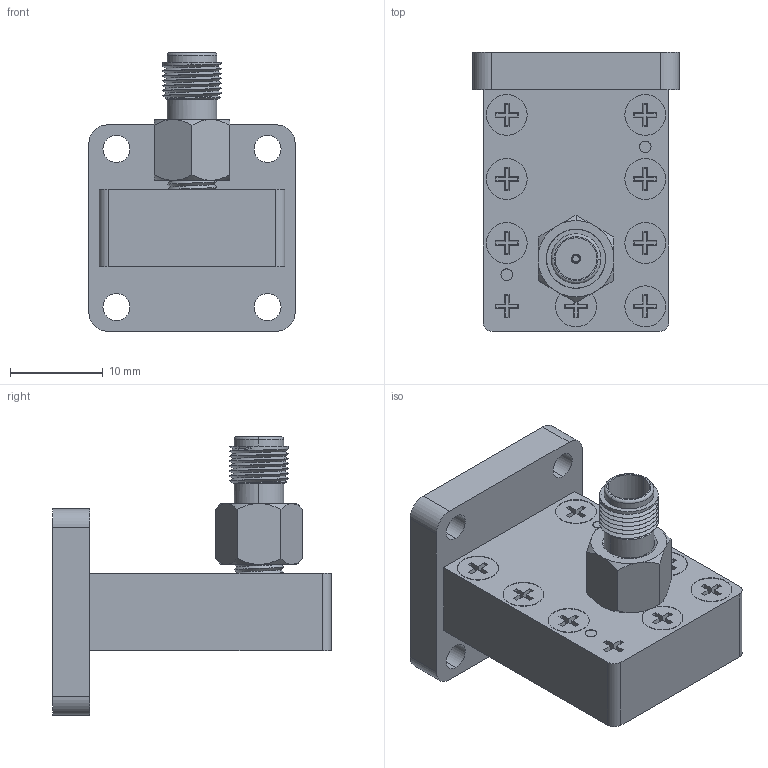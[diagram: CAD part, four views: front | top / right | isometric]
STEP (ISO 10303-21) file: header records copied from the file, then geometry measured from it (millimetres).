
FILE_DESCRIPTION (( 'STEP AP214' ), '1' );
FILE_NAME ('FMWCK1004_3D.step', '2023-07-13T18:04:32', ( '' ), ( '' ), 'SwSTEP 2.0', 'SolidWorks 2022', '' );
FILE_SCHEMA (( 'AUTOMOTIVE_DESIGN' ));
Length unit declared in the file: millimetre
Products named in the file (4): FMWCK1004_3D; FSTNR^FMWCK1004; NUT-M5^FMWCK1004; FBP220^FMWCK1004
Assembly tree (3 placements, depth 2):
  FMWCK1004_3D
    FBP220^FMWCK1004
    FSTNR^FMWCK1004
    NUT-M5^FMWCK1004
Bounding box: 22.2 x 30 x 29.95 mm (x, y, z)
Volume: 5513.5 mm3; surface area: 4696.8 mm2
Topology: 3 solids, 3 shells, 279 faces, 730 edges, 484 vertices
Faces by surface type: plane 162, cylinder 92, cone 17, bspline 6, torus 2
Entity records: 11611 total; most frequent: CARTESIAN_POINT 4804, ORIENTED_EDGE 1460, DIRECTION 1281, EDGE_CURVE 730, VERTEX_POINT 484, VECTOR 479, LINE 479, AXIS2_PLACEMENT_3D 401
